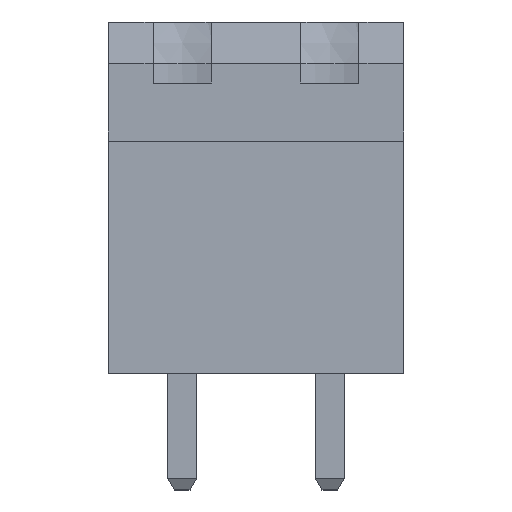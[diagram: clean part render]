
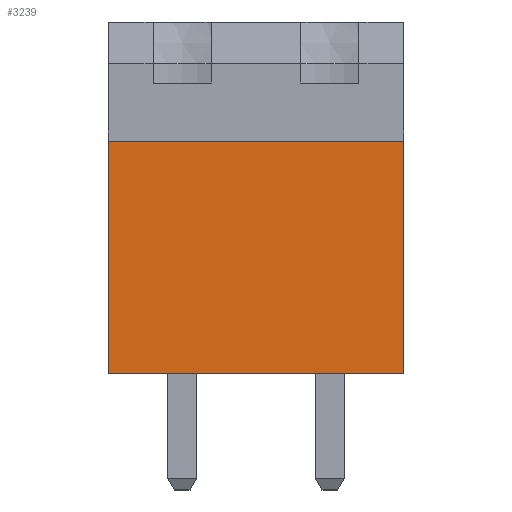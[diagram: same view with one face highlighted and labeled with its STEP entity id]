
A CAD part, top view. The second image highlights one B-rep face of the part: STEP entity #3239.
In plain terms, the highlighted planar face has unit normal (0, 0, 1).
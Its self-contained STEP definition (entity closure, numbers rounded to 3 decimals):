
#135 = VERTEX_POINT ( 'NONE', #2497 ) ;
#292 = EDGE_LOOP ( 'NONE', ( #1220, #2361, #4054, #4684 ) ) ;
#556 = LINE ( 'NONE', #4837, #4937 ) ;
#590 = VERTEX_POINT ( 'NONE', #3644 ) ;
#610 = FACE_OUTER_BOUND ( 'NONE', #292, .T. ) ;
#664 = VERTEX_POINT ( 'NONE', #1622 ) ;
#736 = LINE ( 'NONE', #2788, #4045 ) ;
#911 = DIRECTION ( 'NONE',  ( 0., 0., -1. ) ) ;
#1083 = LINE ( 'NONE', #3665, #1382 ) ;
#1220 = ORIENTED_EDGE ( 'NONE', *, *, #1533, .T. ) ;
#1382 = VECTOR ( 'NONE', #4865, 1000. ) ;
#1533 = EDGE_CURVE ( 'NONE', #135, #2135, #736, .T. ) ;
#1622 = CARTESIAN_POINT ( 'NONE',  ( 7.62, 8., 3.6 ) ) ;
#1639 = EDGE_CURVE ( 'NONE', #664, #2135, #556, .T. ) ;
#2078 = CARTESIAN_POINT ( 'NONE',  ( 3.54, 8., 3.6 ) ) ;
#2135 = VERTEX_POINT ( 'NONE', #2280 ) ;
#2280 = CARTESIAN_POINT ( 'NONE',  ( 7.62, 0., 3.6 ) ) ;
#2361 = ORIENTED_EDGE ( 'NONE', *, *, #1639, .F. ) ;
#2451 = EDGE_CURVE ( 'NONE', #590, #664, #3502, .T. ) ;
#2497 = CARTESIAN_POINT ( 'NONE',  ( -2.54, 0., 3.6 ) ) ;
#2525 = DIRECTION ( 'NONE',  ( 0., -1., 0. ) ) ;
#2788 = CARTESIAN_POINT ( 'NONE',  ( 0., 0., 3.6 ) ) ;
#3182 = PLANE ( 'NONE',  #4303 ) ;
#3239 = ADVANCED_FACE ( 'NONE', ( #610 ), #3182, .F. ) ;
#3373 = EDGE_CURVE ( 'NONE', #135, #590, #1083, .T. ) ;
#3502 = LINE ( 'NONE', #4599, #4165 ) ;
#3569 = DIRECTION ( 'NONE',  ( 0., -1., 0. ) ) ;
#3644 = CARTESIAN_POINT ( 'NONE',  ( -2.54, 8., 3.6 ) ) ;
#3665 = CARTESIAN_POINT ( 'NONE',  ( -2.54, 0., 3.6 ) ) ;
#3996 = DIRECTION ( 'NONE',  ( 1., 0., 0. ) ) ;
#4045 = VECTOR ( 'NONE', #3996, 1000. ) ;
#4054 = ORIENTED_EDGE ( 'NONE', *, *, #2451, .F. ) ;
#4165 = VECTOR ( 'NONE', #4963, 1000. ) ;
#4303 = AXIS2_PLACEMENT_3D ( 'NONE', #2078, #911, #3569 ) ;
#4599 = CARTESIAN_POINT ( 'NONE',  ( 3.54, 8., 3.6 ) ) ;
#4684 = ORIENTED_EDGE ( 'NONE', *, *, #3373, .F. ) ;
#4837 = CARTESIAN_POINT ( 'NONE',  ( 7.62, 0., 3.6 ) ) ;
#4865 = DIRECTION ( 'NONE',  ( 0., 1., 0. ) ) ;
#4937 = VECTOR ( 'NONE', #2525, 1000. ) ;
#4963 = DIRECTION ( 'NONE',  ( 1., 0., 0. ) ) ;
